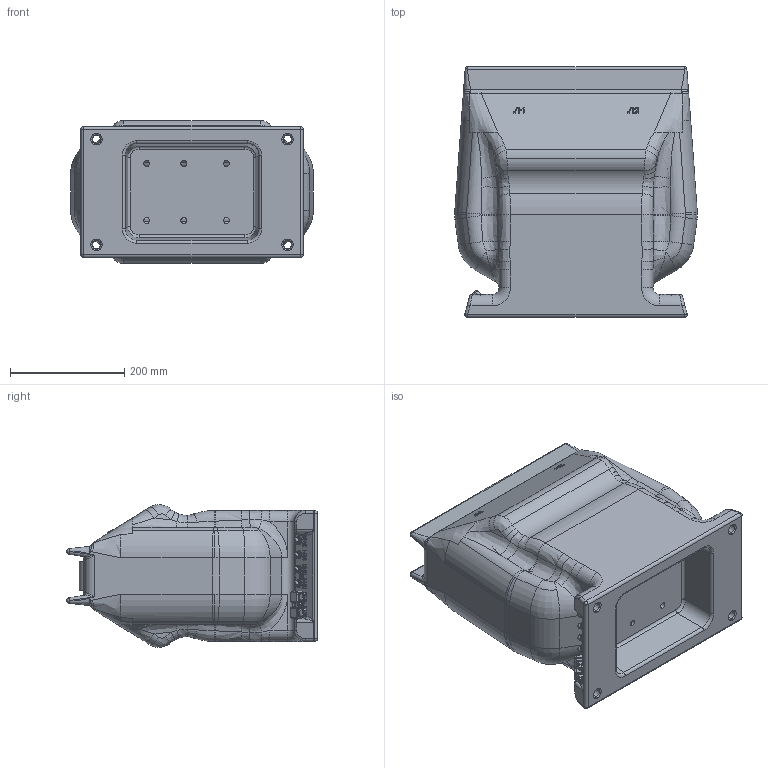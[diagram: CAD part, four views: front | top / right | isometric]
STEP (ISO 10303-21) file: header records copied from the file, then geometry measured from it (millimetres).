
FILE_DESCRIPTION (( 'STEP AP203' ), '1' );
FILE_NAME ('ﾒﾋﾊ-35-1(5-1500)ﾀ.STEP', '2017-12-05T04:01:05', ( '' ), ( '' ), 'SwSTEP 2.0', 'SolidWorks 2010', '' );
FILE_SCHEMA (( 'CONFIG_CONTROL_DESIGN' ));
Products named in the file (1): ﾒﾋﾊ-35-1(5-1500)ﾀ
Bounding box: 426 x 440 x 250.72 mm (x, y, z)
Surface area: 732434.1 mm2 (no closed solid volume)
Topology: 0 solids, 42 shells, 763 faces, 2246 edges, 1460 vertices
Faces by surface type: bspline 217, cylinder 201, plane 189, cone 82, torus 44, sphere 30
Entity records: 53063 total; most frequent: CARTESIAN_POINT 34654, ORIENTED_EDGE 3815, DIRECTION 3555, EDGE_CURVE 2218, VERTEX_POINT 1456, AXIS2_PLACEMENT_3D 1372, CIRCLE 825, EDGE_LOOP 823
